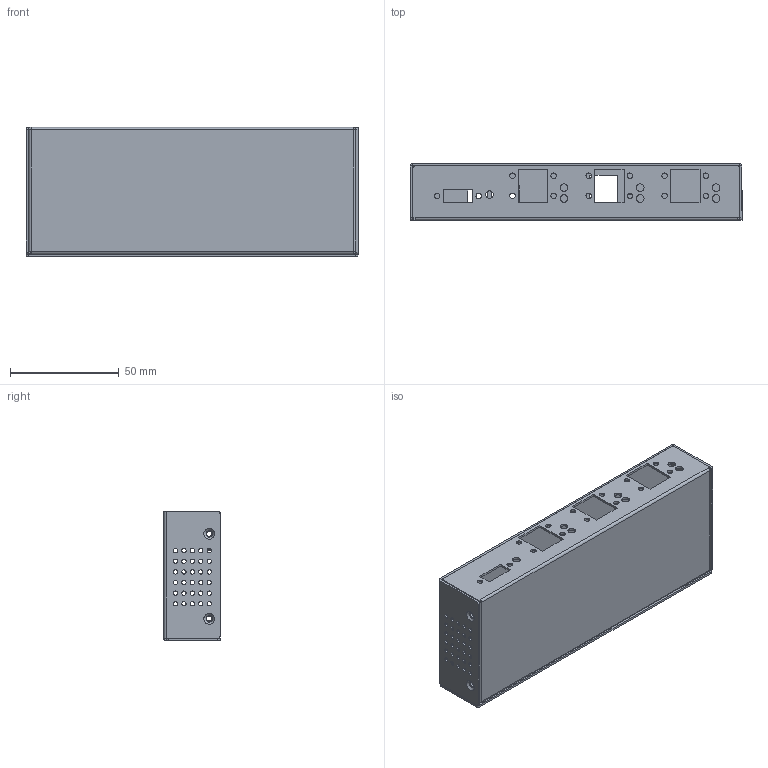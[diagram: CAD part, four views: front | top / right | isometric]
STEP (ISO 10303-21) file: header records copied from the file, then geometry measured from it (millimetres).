
FILE_DESCRIPTION(/* description */ (''),/* implementation_level */ '2;1');
FILE_NAME(/* name */ 'Assembled 7PU31HB.stp',/* time_stamp */ '2018-12-20T14:41:10-05:00',/* author */ ('Kieran'),/* organization */ (''),/* preprocessor_version */ 'ST-DEVELOPER v16.13',/* originating_system */ 'Autodesk Inventor 2018',/* authorisation */ '');
FILE_SCHEMA (('AUTOMOTIVE_DESIGN { 1 0 10303 214 3 1 1 }'));
Length unit declared in the file: millimetre
Products named in the file (3): Assembly1; 7pu31hb; 7pu31hb-Top
Assembly tree (2 placements, depth 2):
  Assembly1
    7pu31hb
    7pu31hb-Top
Bounding box: 153 x 26.07 x 59.52 mm (x, y, z)
Volume: 28928.4 mm3; surface area: 59945.7 mm2
Topology: 2 solids, 2 shells, 381 faces, 1017 edges, 658 vertices
Faces by surface type: plane 170, cylinder 134, bspline 69, cone 8
Full cylindrical faces by diameter (mm): 2 x60, 2.459 x8, 2.5 x16, 3.5 x8, 5.25 x4
Entity records: 14045 total; most frequent: CARTESIAN_POINT 4690, ORIENTED_EDGE 1818, DIRECTION 1709, EDGE_CURVE 909, EDGE_LOOP 701, VERTEX_POINT 654, AXIS2_PLACEMENT_3D 607, LINE 495
